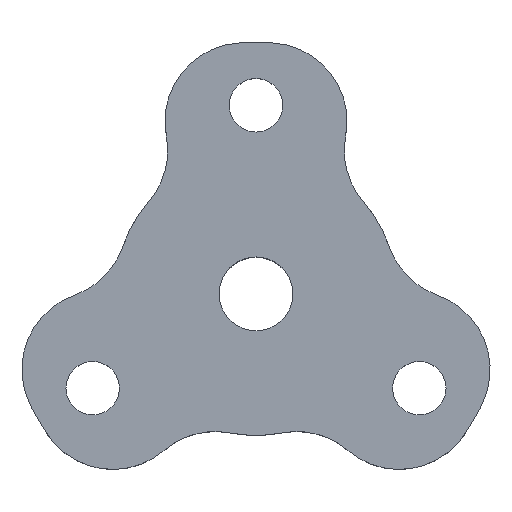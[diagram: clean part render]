
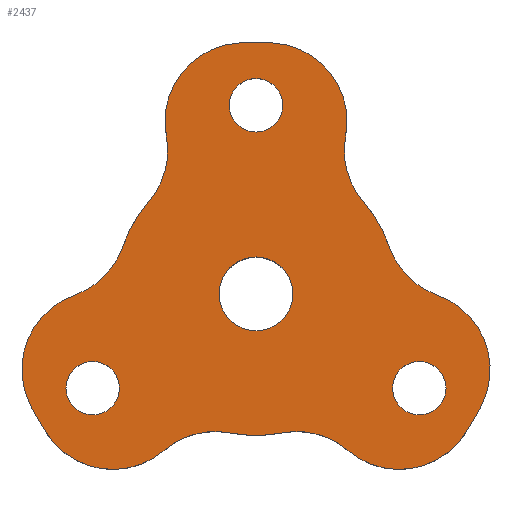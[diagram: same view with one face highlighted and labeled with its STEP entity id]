
A CAD part, top view. The second image highlights one B-rep face of the part: STEP entity #2437.
In plain terms, the highlighted planar face has unit normal (0, 0, 1).
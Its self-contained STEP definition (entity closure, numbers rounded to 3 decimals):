
#15=FACE_BOUND('',#184,.T.);
#16=FACE_BOUND('',#185,.T.);
#17=FACE_BOUND('',#186,.T.);
#18=FACE_BOUND('',#187,.T.);
#23=PLANE('',#2607);
#46=FACE_OUTER_BOUND('',#183,.T.);
#183=EDGE_LOOP('',(#1562,#1563,#1564,#1565,#1566,#1567,#1568,#1569,#1570,
#1571,#1572,#1573,#1574,#1575,#1576,#1577,#1578,#1579));
#184=EDGE_LOOP('',(#1580));
#185=EDGE_LOOP('',(#1581));
#186=EDGE_LOOP('',(#1582));
#187=EDGE_LOOP('',(#1583));
#329=CIRCLE('',#2594,9.);
#332=CIRCLE('',#2598,9.);
#335=CIRCLE('',#2602,9.);
#337=CIRCLE('',#2605,5.);
#339=CIRCLE('',#2608,16.);
#340=CIRCLE('',#2609,5.);
#341=CIRCLE('',#2610,5.);
#342=CIRCLE('',#2611,5.);
#343=CIRCLE('',#2612,5.);
#344=CIRCLE('',#2613,16.);
#345=CIRCLE('',#2614,5.);
#346=CIRCLE('',#2615,5.);
#347=CIRCLE('',#2616,5.);
#348=CIRCLE('',#2617,5.);
#349=CIRCLE('',#2618,16.);
#350=CIRCLE('',#2619,5.);
#351=CIRCLE('',#2620,5.);
#352=CIRCLE('',#2621,5.);
#353=CIRCLE('',#2622,2.35);
#354=CIRCLE('',#2623,1.7);
#355=CIRCLE('',#2624,1.7);
#356=CIRCLE('',#2625,1.7);
#865=VERTEX_POINT('',#3969);
#866=VERTEX_POINT('',#3971);
#869=VERTEX_POINT('',#3979);
#870=VERTEX_POINT('',#3981);
#873=VERTEX_POINT('',#3989);
#874=VERTEX_POINT('',#3991);
#876=VERTEX_POINT('',#3997);
#877=VERTEX_POINT('',#3998);
#880=VERTEX_POINT('',#4006);
#881=VERTEX_POINT('',#4008);
#882=VERTEX_POINT('',#4011);
#883=VERTEX_POINT('',#4013);
#884=VERTEX_POINT('',#4015);
#885=VERTEX_POINT('',#4017);
#886=VERTEX_POINT('',#4020);
#887=VERTEX_POINT('',#4022);
#888=VERTEX_POINT('',#4024);
#889=VERTEX_POINT('',#4026);
#890=VERTEX_POINT('',#4030);
#891=VERTEX_POINT('',#4032);
#892=VERTEX_POINT('',#4034);
#893=VERTEX_POINT('',#4036);
#1133=EDGE_CURVE('',#866,#865,#329,.T.);
#1138=EDGE_CURVE('',#870,#869,#332,.T.);
#1143=EDGE_CURVE('',#874,#873,#335,.T.);
#1146=EDGE_CURVE('',#876,#877,#337,.T.);
#1150=EDGE_CURVE('',#876,#880,#339,.T.);
#1151=EDGE_CURVE('',#881,#880,#340,.T.);
#1152=EDGE_CURVE('',#866,#881,#341,.T.);
#1153=EDGE_CURVE('',#882,#865,#342,.T.);
#1154=EDGE_CURVE('',#883,#882,#343,.T.);
#1155=EDGE_CURVE('',#883,#884,#344,.T.);
#1156=EDGE_CURVE('',#885,#884,#345,.T.);
#1157=EDGE_CURVE('',#870,#885,#346,.T.);
#1158=EDGE_CURVE('',#886,#869,#347,.T.);
#1159=EDGE_CURVE('',#887,#886,#348,.T.);
#1160=EDGE_CURVE('',#887,#888,#349,.T.);
#1161=EDGE_CURVE('',#889,#888,#350,.T.);
#1162=EDGE_CURVE('',#874,#889,#351,.T.);
#1163=EDGE_CURVE('',#877,#873,#352,.T.);
#1164=EDGE_CURVE('',#890,#890,#353,.T.);
#1165=EDGE_CURVE('',#891,#891,#354,.T.);
#1166=EDGE_CURVE('',#892,#892,#355,.T.);
#1167=EDGE_CURVE('',#893,#893,#356,.T.);
#1562=ORIENTED_EDGE('',*,*,#1146,.F.);
#1563=ORIENTED_EDGE('',*,*,#1150,.T.);
#1564=ORIENTED_EDGE('',*,*,#1151,.F.);
#1565=ORIENTED_EDGE('',*,*,#1152,.F.);
#1566=ORIENTED_EDGE('',*,*,#1133,.T.);
#1567=ORIENTED_EDGE('',*,*,#1153,.F.);
#1568=ORIENTED_EDGE('',*,*,#1154,.F.);
#1569=ORIENTED_EDGE('',*,*,#1155,.T.);
#1570=ORIENTED_EDGE('',*,*,#1156,.F.);
#1571=ORIENTED_EDGE('',*,*,#1157,.F.);
#1572=ORIENTED_EDGE('',*,*,#1138,.T.);
#1573=ORIENTED_EDGE('',*,*,#1158,.F.);
#1574=ORIENTED_EDGE('',*,*,#1159,.F.);
#1575=ORIENTED_EDGE('',*,*,#1160,.T.);
#1576=ORIENTED_EDGE('',*,*,#1161,.F.);
#1577=ORIENTED_EDGE('',*,*,#1162,.F.);
#1578=ORIENTED_EDGE('',*,*,#1143,.T.);
#1579=ORIENTED_EDGE('',*,*,#1163,.F.);
#1580=ORIENTED_EDGE('',*,*,#1164,.F.);
#1581=ORIENTED_EDGE('',*,*,#1165,.T.);
#1582=ORIENTED_EDGE('',*,*,#1166,.T.);
#1583=ORIENTED_EDGE('',*,*,#1167,.T.);
#2437=ADVANCED_FACE('',(#46,#15,#16,#17,#18),#23,.T.);
#2594=AXIS2_PLACEMENT_3D('',#3972,#3018,#3019);
#2598=AXIS2_PLACEMENT_3D('',#3982,#3028,#3029);
#2602=AXIS2_PLACEMENT_3D('',#3992,#3038,#3039);
#2605=AXIS2_PLACEMENT_3D('',#3999,#3045,#3046);
#2607=AXIS2_PLACEMENT_3D('',#4005,#3051,#3052);
#2608=AXIS2_PLACEMENT_3D('',#4007,#3053,#3054);
#2609=AXIS2_PLACEMENT_3D('',#4009,#3055,#3056);
#2610=AXIS2_PLACEMENT_3D('',#4010,#3057,#3058);
#2611=AXIS2_PLACEMENT_3D('',#4012,#3059,#3060);
#2612=AXIS2_PLACEMENT_3D('',#4014,#3061,#3062);
#2613=AXIS2_PLACEMENT_3D('',#4016,#3063,#3064);
#2614=AXIS2_PLACEMENT_3D('',#4018,#3065,#3066);
#2615=AXIS2_PLACEMENT_3D('',#4019,#3067,#3068);
#2616=AXIS2_PLACEMENT_3D('',#4021,#3069,#3070);
#2617=AXIS2_PLACEMENT_3D('',#4023,#3071,#3072);
#2618=AXIS2_PLACEMENT_3D('',#4025,#3073,#3074);
#2619=AXIS2_PLACEMENT_3D('',#4027,#3075,#3076);
#2620=AXIS2_PLACEMENT_3D('',#4028,#3077,#3078);
#2621=AXIS2_PLACEMENT_3D('',#4029,#3079,#3080);
#2622=AXIS2_PLACEMENT_3D('',#4031,#3081,#3082);
#2623=AXIS2_PLACEMENT_3D('',#4033,#3083,#3084);
#2624=AXIS2_PLACEMENT_3D('',#4035,#3085,#3086);
#2625=AXIS2_PLACEMENT_3D('',#4037,#3087,#3088);
#3018=DIRECTION('center_axis',(0.,0.,1.));
#3019=DIRECTION('ref_axis',(0.092,0.996,0.));
#3028=DIRECTION('center_axis',(0.,0.,1.));
#3029=DIRECTION('ref_axis',(-0.908,-0.418,0.));
#3038=DIRECTION('center_axis',(0.,0.,1.));
#3039=DIRECTION('ref_axis',(0.816,-0.578,0.));
#3045=DIRECTION('center_axis',(0.,0.,-1.));
#3046=DIRECTION('ref_axis',(-0.828,0.561,0.));
#3051=DIRECTION('center_axis',(0.,0.,1.));
#3052=DIRECTION('ref_axis',(1.,0.,0.));
#3053=DIRECTION('center_axis',(0.,0.,1.));
#3054=DIRECTION('ref_axis',(1.,0.,0.));
#3055=DIRECTION('center_axis',(0.,0.,-1.));
#3056=DIRECTION('ref_axis',(-0.9,0.437,0.));
#3057=DIRECTION('center_axis',(0.,0.,1.));
#3058=DIRECTION('ref_axis',(-0.679,-0.734,0.));
#3059=DIRECTION('center_axis',(0.,0.,1.));
#3060=DIRECTION('ref_axis',(-0.975,-0.221,0.));
#3061=DIRECTION('center_axis',(0.,0.,-1.));
#3062=DIRECTION('ref_axis',(-0.072,-0.997,0.));
#3063=DIRECTION('center_axis',(0.,0.,1.));
#3064=DIRECTION('ref_axis',(1.,0.,0.));
#3065=DIRECTION('center_axis',(0.,0.,-1.));
#3066=DIRECTION('ref_axis',(0.072,-0.997,0.));
#3067=DIRECTION('center_axis',(0.,0.,1.));
#3068=DIRECTION('ref_axis',(0.975,-0.221,0.));
#3069=DIRECTION('center_axis',(0.,0.,1.));
#3070=DIRECTION('ref_axis',(0.679,-0.734,0.));
#3071=DIRECTION('center_axis',(0.,0.,-1.));
#3072=DIRECTION('ref_axis',(0.9,0.437,0.));
#3073=DIRECTION('center_axis',(0.,0.,1.));
#3074=DIRECTION('ref_axis',(1.,0.,0.));
#3075=DIRECTION('center_axis',(0.,0.,-1.));
#3076=DIRECTION('ref_axis',(0.828,0.561,0.));
#3077=DIRECTION('center_axis',(0.,0.,1.));
#3078=DIRECTION('ref_axis',(-0.296,0.955,0.));
#3079=DIRECTION('center_axis',(0.,0.,1.));
#3080=DIRECTION('ref_axis',(0.296,0.955,0.));
#3081=DIRECTION('center_axis',(0.,0.,1.));
#3082=DIRECTION('ref_axis',(1.,0.,0.));
#3083=DIRECTION('center_axis',(0.,0.,-1.));
#3084=DIRECTION('ref_axis',(-1.,0.,0.));
#3085=DIRECTION('center_axis',(0.,0.,-1.));
#3086=DIRECTION('ref_axis',(-1.,0.,0.));
#3087=DIRECTION('center_axis',(0.,0.,-1.));
#3088=DIRECTION('ref_axis',(-1.,0.,0.));
#3969=CARTESIAN_POINT('',(6.826,5.866,4.825));
#3971=CARTESIAN_POINT('',(8.493,2.978,4.825));
#3972=CARTESIAN_POINT('Origin',(0.,0.,
4.825));
#3979=CARTESIAN_POINT('',(-8.493,2.978,4.825));
#3981=CARTESIAN_POINT('',(-6.826,5.866,4.825));
#3982=CARTESIAN_POINT('Origin',(0.,0.,
4.825));
#3989=CARTESIAN_POINT('',(1.667,-8.844,4.825));
#3991=CARTESIAN_POINT('',(-1.667,-8.844,4.825));
#3992=CARTESIAN_POINT('Origin',(0.,0.,
4.825));
#3997=CARTESIAN_POINT('',(13.246,-8.974,4.825));
#3998=CARTESIAN_POINT('',(5.85,-9.964,4.825));
#3999=CARTESIAN_POINT('Origin',(9.107,-6.17,4.825));
#4005=CARTESIAN_POINT('Origin',(0.,0.,4.825));
#4006=CARTESIAN_POINT('',(14.395,-6.985,4.825));
#4007=CARTESIAN_POINT('Origin',(0.,0.,4.825));
#4008=CARTESIAN_POINT('',(11.554,-0.085,4.825));
#4009=CARTESIAN_POINT('Origin',(9.897,-4.802,4.825));
#4010=CARTESIAN_POINT('Origin',(13.211,4.633,4.825));
#4011=CARTESIAN_POINT('',(5.704,10.048,4.825));
#4012=CARTESIAN_POINT('Origin',(10.618,9.125,4.825));
#4013=CARTESIAN_POINT('',(1.149,15.959,4.825));
#4014=CARTESIAN_POINT('Origin',(0.79,10.972,4.825));
#4015=CARTESIAN_POINT('',(-1.149,15.959,4.825));
#4016=CARTESIAN_POINT('Origin',(0.,0.,4.825));
#4017=CARTESIAN_POINT('',(-5.704,10.048,4.825));
#4018=CARTESIAN_POINT('Origin',(-0.79,10.972,4.825));
#4019=CARTESIAN_POINT('Origin',(-10.618,9.125,4.825));
#4020=CARTESIAN_POINT('',(-11.554,-0.085,4.825));
#4021=CARTESIAN_POINT('Origin',(-13.211,4.633,4.825));
#4022=CARTESIAN_POINT('',(-14.395,-6.985,4.825));
#4023=CARTESIAN_POINT('Origin',(-9.897,-4.802,4.825));
#4024=CARTESIAN_POINT('',(-13.246,-8.974,4.825));
#4025=CARTESIAN_POINT('Origin',(0.,0.,4.825));
#4026=CARTESIAN_POINT('',(-5.85,-9.964,4.825));
#4027=CARTESIAN_POINT('Origin',(-9.107,-6.17,4.825));
#4028=CARTESIAN_POINT('Origin',(-2.594,-13.758,4.825));
#4029=CARTESIAN_POINT('Origin',(2.594,-13.758,4.825));
#4030=CARTESIAN_POINT('',(-2.35,0.,4.825));
#4031=CARTESIAN_POINT('Origin',(0.,0.,4.825));
#4032=CARTESIAN_POINT('',(-8.692,-6.,4.825));
#4033=CARTESIAN_POINT('Origin',(-10.392,-6.,4.825));
#4034=CARTESIAN_POINT('',(1.7,12.,4.825));
#4035=CARTESIAN_POINT('Origin',(0.,12.,4.825));
#4036=CARTESIAN_POINT('',(12.092,-6.,4.825));
#4037=CARTESIAN_POINT('Origin',(10.392,-6.,4.825));
